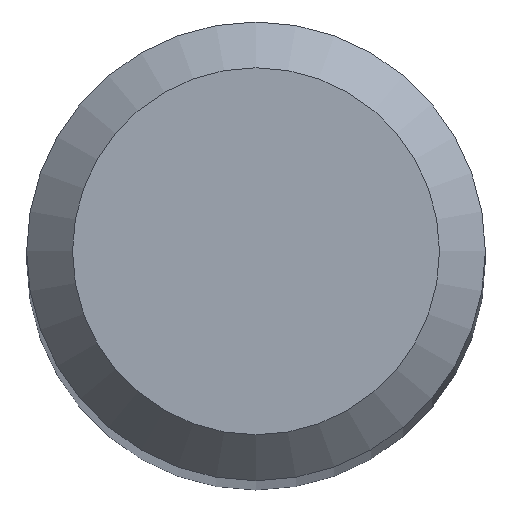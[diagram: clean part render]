
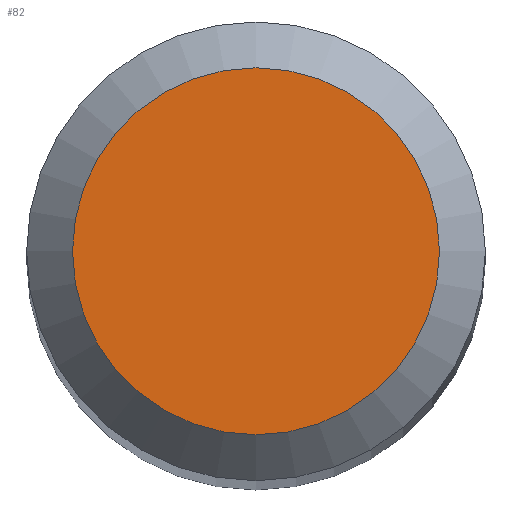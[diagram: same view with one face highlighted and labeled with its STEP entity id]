
A CAD part, top view. The second image highlights one B-rep face of the part: STEP entity #82.
In plain terms, the highlighted planar face has unit normal (0, 0, 1).
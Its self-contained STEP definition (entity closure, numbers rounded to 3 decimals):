
#5 = EDGE_CURVE ( 'NONE', #104, #104, #150, .T. ) ;
#40 = ORIENTED_EDGE ( 'NONE', *, *, #5, .F. ) ;
#52 = AXIS2_PLACEMENT_3D ( 'NONE', #64, #61, #90 ) ;
#61 = DIRECTION ( 'NONE',  ( 0., 0., -1. ) ) ;
#64 = CARTESIAN_POINT ( 'NONE',  ( 0., 0., 25. ) ) ;
#71 = DIRECTION ( 'NONE',  ( 0., 1., 0. ) ) ;
#82 = ADVANCED_FACE ( 'NONE', ( #88 ), #101, .F. ) ;
#88 = FACE_OUTER_BOUND ( 'NONE', #167, .T. ) ;
#90 = DIRECTION ( 'NONE',  ( 0., 1., 0. ) ) ;
#95 = DIRECTION ( 'NONE',  ( 0., 0., -1. ) ) ;
#101 = PLANE ( 'NONE',  #52 ) ;
#104 = VERTEX_POINT ( 'NONE', #123 ) ;
#109 = CARTESIAN_POINT ( 'NONE',  ( 0., 0., 25. ) ) ;
#123 = CARTESIAN_POINT ( 'NONE',  ( 0., 0.8, 25. ) ) ;
#150 = CIRCLE ( 'NONE', #179, 0.8 ) ;
#167 = EDGE_LOOP ( 'NONE', ( #40 ) ) ;
#179 = AXIS2_PLACEMENT_3D ( 'NONE', #109, #95, #71 ) ;
